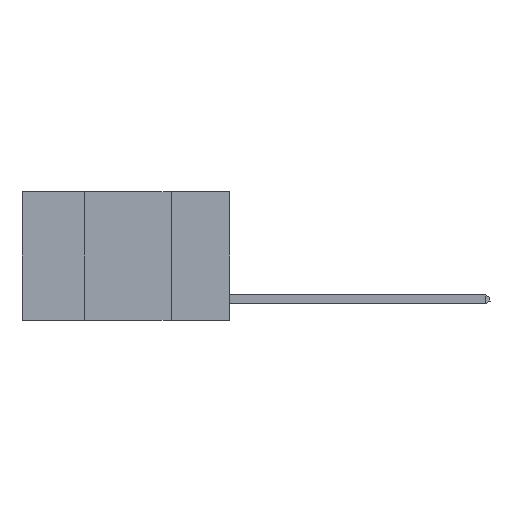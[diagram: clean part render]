
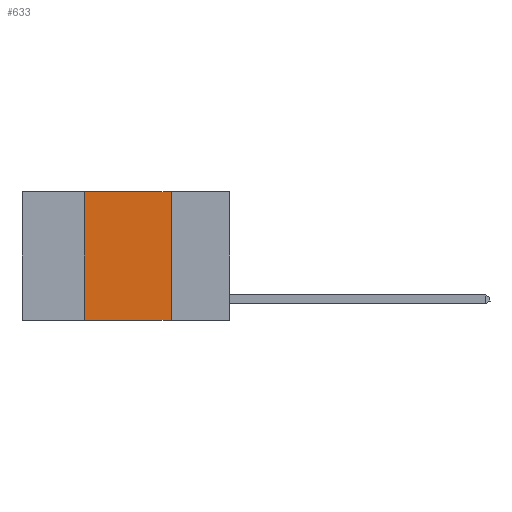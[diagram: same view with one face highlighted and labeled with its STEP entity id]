
A CAD part, left-side view. The second image highlights one B-rep face of the part: STEP entity #633.
In plain terms, the highlighted planar face has unit normal (-1, 0, 0).
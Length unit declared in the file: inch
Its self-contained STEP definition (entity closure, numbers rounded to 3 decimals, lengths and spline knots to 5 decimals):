
#154 = LINE ( 'NONE', #14302, #6646 ) ;
#401 = LINE ( 'NONE', #13992, #5081 ) ;
#633 = ADVANCED_FACE ( 'NONE', ( #7753 ), #11956, .F. ) ;
#944 = VERTEX_POINT ( 'NONE', #7878 ) ;
#988 = VERTEX_POINT ( 'NONE', #12444 ) ;
#1593 = VECTOR ( 'NONE', #9840, 39.37008 ) ;
#2533 = LINE ( 'NONE', #6779, #12522 ) ;
#2619 = EDGE_CURVE ( 'NONE', #13167, #12492, #11674, .T. ) ;
#3723 = ORIENTED_EDGE ( 'NONE', *, *, #5888, .F. ) ;
#5010 = CARTESIAN_POINT ( 'NONE',  ( 0., 0.6, 0. ) ) ;
#5081 = VECTOR ( 'NONE', #9171, 39.37008 ) ;
#5543 = EDGE_CURVE ( 'NONE', #13167, #944, #154, .T. ) ;
#5888 = EDGE_CURVE ( 'NONE', #988, #12492, #401, .T. ) ;
#6483 = DIRECTION ( 'NONE',  ( 0., 0., 1. ) ) ;
#6646 = VECTOR ( 'NONE', #6483, 39.37008 ) ;
#6779 = CARTESIAN_POINT ( 'NONE',  ( 0., 0.6, 0. ) ) ;
#7068 = CARTESIAN_POINT ( 'NONE',  ( 0., 0.17, -0.37 ) ) ;
#7753 = FACE_OUTER_BOUND ( 'NONE', #11036, .T. ) ;
#7878 = CARTESIAN_POINT ( 'NONE',  ( 0., 0.42, 0. ) ) ;
#7930 = DIRECTION ( 'NONE',  ( 0., -1., 0. ) ) ;
#8576 = AXIS2_PLACEMENT_3D ( 'NONE', #5010, #14259, #14183 ) ;
#9014 = EDGE_CURVE ( 'NONE', #944, #988, #2533, .T. ) ;
#9171 = DIRECTION ( 'NONE',  ( 0., 0., -1. ) ) ;
#9701 = ORIENTED_EDGE ( 'NONE', *, *, #9014, .F. ) ;
#9840 = DIRECTION ( 'NONE',  ( 0., -1., 0. ) ) ;
#11036 = EDGE_LOOP ( 'NONE', ( #3723, #9701, #11770, #11122 ) ) ;
#11122 = ORIENTED_EDGE ( 'NONE', *, *, #2619, .T. ) ;
#11125 = CARTESIAN_POINT ( 'NONE',  ( 0., 0.6, -0.37 ) ) ;
#11674 = LINE ( 'NONE', #11125, #1593 ) ;
#11770 = ORIENTED_EDGE ( 'NONE', *, *, #5543, .F. ) ;
#11956 = PLANE ( 'NONE',  #8576 ) ;
#12444 = CARTESIAN_POINT ( 'NONE',  ( 0., 0.17, 0. ) ) ;
#12492 = VERTEX_POINT ( 'NONE', #7068 ) ;
#12522 = VECTOR ( 'NONE', #7930, 39.37008 ) ;
#13116 = CARTESIAN_POINT ( 'NONE',  ( 0., 0.42, -0.37 ) ) ;
#13167 = VERTEX_POINT ( 'NONE', #13116 ) ;
#13992 = CARTESIAN_POINT ( 'NONE',  ( 0., 0.17, 0. ) ) ;
#14183 = DIRECTION ( 'NONE',  ( 0., 0., -1. ) ) ;
#14259 = DIRECTION ( 'NONE',  ( 1., 0., 0. ) ) ;
#14302 = CARTESIAN_POINT ( 'NONE',  ( 0., 0.42, 0. ) ) ;
